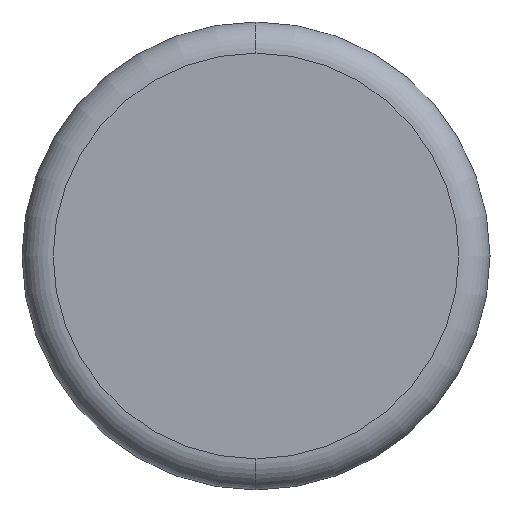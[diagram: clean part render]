
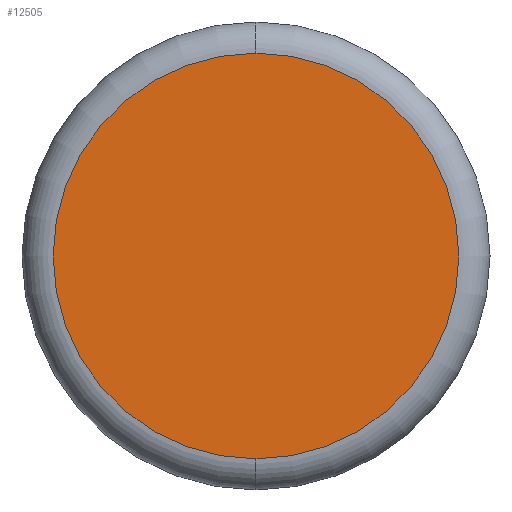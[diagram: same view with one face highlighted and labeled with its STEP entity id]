
A CAD part, left-side view. The second image highlights one B-rep face of the part: STEP entity #12505.
In plain terms, the highlighted planar face has unit normal (-1, 0, 0).
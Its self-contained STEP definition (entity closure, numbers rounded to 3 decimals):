
#258 = EDGE_CURVE ( 'NONE', #2492, #363, #12237, .T. ) ;
#277 = DIRECTION ( 'NONE',  ( 1., 0., 0. ) ) ;
#363 = VERTEX_POINT ( 'NONE', #8527 ) ;
#578 = AXIS2_PLACEMENT_3D ( 'NONE', #6738, #12705, #4867 ) ;
#917 = PLANE ( 'NONE',  #578 ) ;
#1566 = DIRECTION ( 'NONE',  ( 0., 0., -1. ) ) ;
#2128 = ORIENTED_EDGE ( 'NONE', *, *, #9804, .F. ) ;
#2492 = VERTEX_POINT ( 'NONE', #7430 ) ;
#2718 = AXIS2_PLACEMENT_3D ( 'NONE', #7343, #277, #11279 ) ;
#4237 = DIRECTION ( 'NONE',  ( 1., 0., 0. ) ) ;
#4867 = DIRECTION ( 'NONE',  ( 0., 0., -1. ) ) ;
#4922 = FACE_OUTER_BOUND ( 'NONE', #6081, .T. ) ;
#5263 = CARTESIAN_POINT ( 'NONE',  ( -1.65, 0., 0. ) ) ;
#6081 = EDGE_LOOP ( 'NONE', ( #7891, #2128 ) ) ;
#6738 = CARTESIAN_POINT ( 'NONE',  ( -1.65, 0., 0. ) ) ;
#7343 = CARTESIAN_POINT ( 'NONE',  ( -1.65, 0., 0. ) ) ;
#7430 = CARTESIAN_POINT ( 'NONE',  ( -1.65, 0., -0.65 ) ) ;
#7891 = ORIENTED_EDGE ( 'NONE', *, *, #258, .F. ) ;
#8527 = CARTESIAN_POINT ( 'NONE',  ( -1.65, 0., 0.65 ) ) ;
#9402 = AXIS2_PLACEMENT_3D ( 'NONE', #5263, #4237, #1566 ) ;
#9804 = EDGE_CURVE ( 'NONE', #363, #2492, #10206, .T. ) ;
#10206 = CIRCLE ( 'NONE', #9402, 0.65 ) ;
#11279 = DIRECTION ( 'NONE',  ( 0., 0., -1. ) ) ;
#12237 = CIRCLE ( 'NONE', #2718, 0.65 ) ;
#12505 = ADVANCED_FACE ( 'NONE', ( #4922 ), #917, .T. ) ;
#12705 = DIRECTION ( 'NONE',  ( -1., 0., 0. ) ) ;
